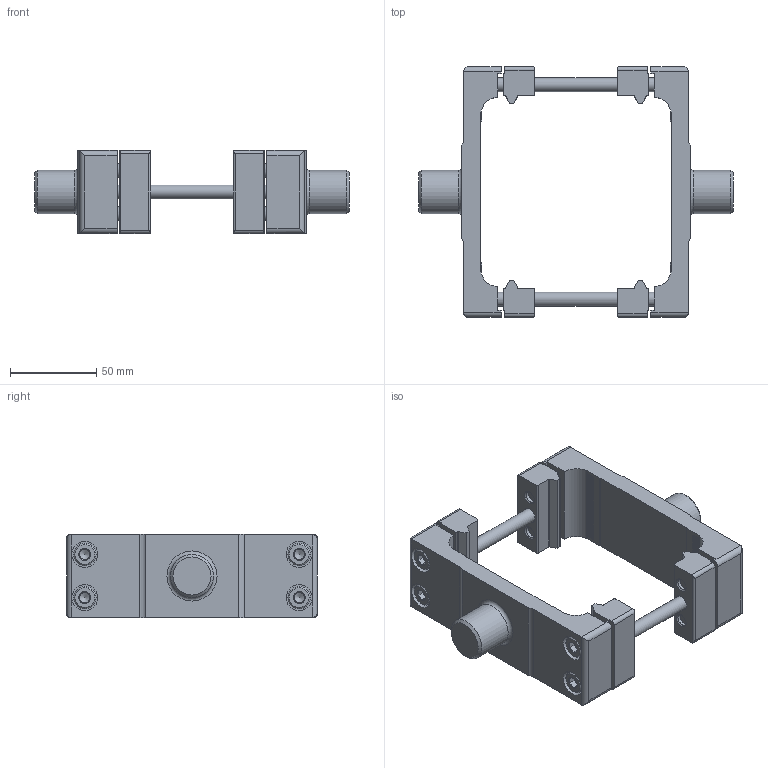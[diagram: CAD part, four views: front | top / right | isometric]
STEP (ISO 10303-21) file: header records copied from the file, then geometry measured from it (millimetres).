
FILE_DESCRIPTION(/* description */ ('STEP AP214'),/* implementation_level */ '2;1');
FILE_NAME(/* name */ '163530_DAMT-V1-100-A',/* time_stamp */ '2024-07-30T08:18:07+02:00',/* author */ ('License CC BY-ND 4.0'),/* organization */ ('CADENAS'),/* preprocessor_version */ 'ST-DEVELOPER v19.3',/* originating_system */ 'PARTsolutions',/* authorisation */ ' ');
FILE_SCHEMA (('AUTOMOTIVE_DESIGN {1 0 10303 214 3 1 1}'));
Length unit declared in the file: millimetre
Products named in the file (5): 163530 DAMT-V1-100-A; 163530 DAMT-V1-100-A---(ZM_0_0); 242814 ZNU-100---(ST_6); 357946 ZNCM-100---(SR_6); DIN-912 - M8x30(F)
Assembly tree (16 placements, depth 2):
  163530 DAMT-V1-100-A
    163530 DAMT-V1-100-A---(ZM_0_0)  x2
    242814 ZNU-100---(ST_6)  x2
    357946 ZNCM-100---(SR_6)  x4
    DIN-912 - M8x30(F)  x8
Bounding box: 182 x 145 x 48 mm (x, y, z)
Volume: 267560.4 mm3; surface area: 88309.6 mm2
Topology: 16 solids, 16 shells, 1678 faces, 4180 edges, 2544 vertices
Faces by surface type: plane 1274, cylinder 292, cone 110, torus 2
Full cylindrical faces by diameter (mm): 6.647 x8, 8 x14, 8.4 x8, 9 x4, 13 x8, 15 x8, 25 x2
Entity records: 21662 total; most frequent: DIRECTION 3827, CARTESIAN_POINT 3722, ORIENTED_EDGE 3626, EDGE_CURVE 1813, AXIS2_PLACEMENT_3D 1278, LINE 1271, VECTOR 1271, VERTEX_POINT 1129
